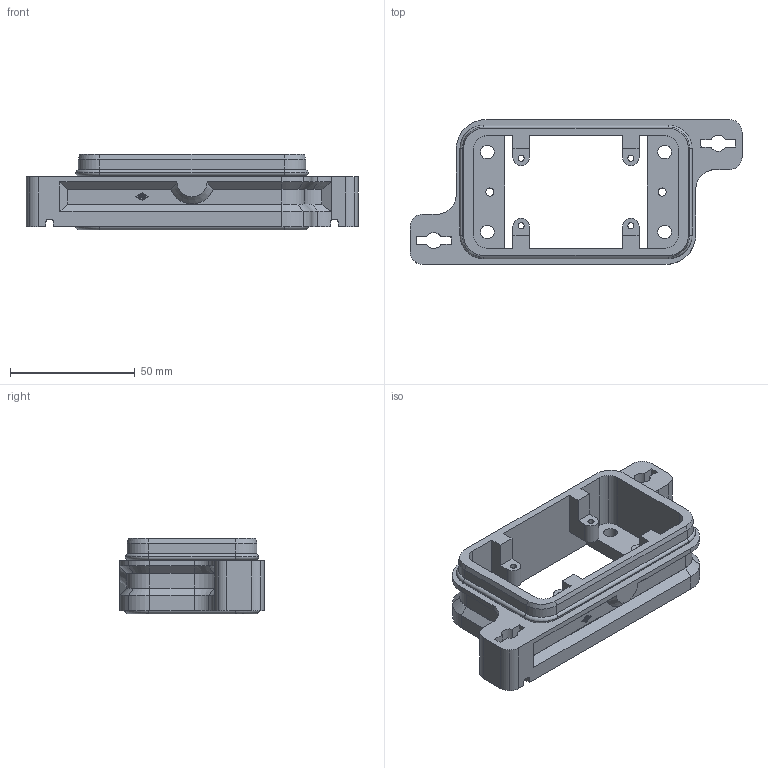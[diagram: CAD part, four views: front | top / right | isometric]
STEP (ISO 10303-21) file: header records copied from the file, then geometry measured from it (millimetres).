
FILE_DESCRIPTION((''),'2;1');
FILE_NAME('CGI 6 B.stp','2007-01-02T16:47:41',('gembarski'),(''),'Autodesk Inventor 7','Autodesk Inventor 7','');
FILE_SCHEMA(('AUTOMOTIVE_DESIGN { 1 0 10303 214 1 1 1 1 }'));
Length unit declared in the file: millimetre
Products named in the file (1): Anbaugehäuse
Bounding box: 133 x 58 x 30.25 mm (x, y, z)
Volume: 59467.4 mm3; surface area: 32629.5 mm2
Topology: 1 solids, 1 shells, 360 faces, 967 edges, 606 vertices
Faces by surface type: plane 176, cylinder 134, cone 22, torus 20, bspline 8
Entity records: 11668 total; most frequent: CARTESIAN_POINT 2472, ORIENTED_EDGE 1934, DIRECTION 1929, EDGE_CURVE 967, AXIS2_PLACEMENT_3D 665, VERTEX_POINT 606, VECTOR 599, LINE 599
